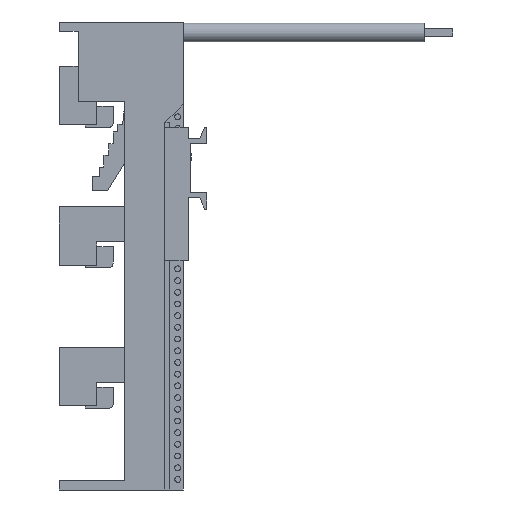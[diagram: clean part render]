
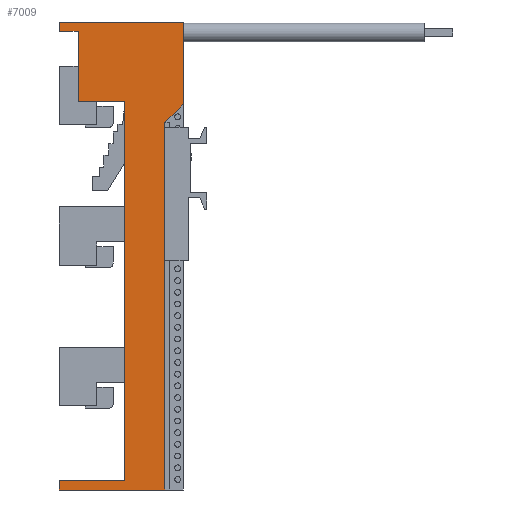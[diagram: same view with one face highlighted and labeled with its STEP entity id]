
A CAD part, left-side view. The second image highlights one B-rep face of the part: STEP entity #7009.
In plain terms, the highlighted face is planar.
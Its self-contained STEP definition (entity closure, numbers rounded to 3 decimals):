
#1526=ORIENTED_EDGE('',*,*,#2886,.T.);
#1527=ORIENTED_EDGE('',*,*,#2887,.T.);
#1528=ORIENTED_EDGE('',*,*,#2871,.T.);
#1529=ORIENTED_EDGE('',*,*,#2888,.T.);
#1530=ORIENTED_EDGE('',*,*,#2889,.T.);
#1531=ORIENTED_EDGE('',*,*,#2890,.T.);
#1532=ORIENTED_EDGE('',*,*,#2891,.T.);
#1533=ORIENTED_EDGE('',*,*,#2892,.T.);
#1534=ORIENTED_EDGE('',*,*,#2893,.T.);
#1535=ORIENTED_EDGE('',*,*,#2894,.T.);
#1536=ORIENTED_EDGE('',*,*,#2895,.T.);
#1537=ORIENTED_EDGE('',*,*,#2787,.T.);
#2787=EDGE_CURVE('',#3559,#3558,#4041,.T.);
#2871=EDGE_CURVE('',#3640,#3639,#4059,.T.);
#2886=EDGE_CURVE('',#3558,#3651,#4074,.T.);
#2887=EDGE_CURVE('',#3651,#3640,#4075,.T.);
#2888=EDGE_CURVE('',#3639,#3652,#4076,.T.);
#2889=EDGE_CURVE('',#3652,#3653,#4077,.T.);
#2890=EDGE_CURVE('',#3653,#3654,#4078,.T.);
#2891=EDGE_CURVE('',#3654,#3655,#4079,.T.);
#2892=EDGE_CURVE('',#3655,#3656,#4080,.T.);
#2893=EDGE_CURVE('',#3656,#3657,#4081,.T.);
#2894=EDGE_CURVE('',#3657,#3658,#4082,.T.);
#2895=EDGE_CURVE('',#3658,#3559,#4083,.T.);
#3558=VERTEX_POINT('',#14459);
#3559=VERTEX_POINT('',#14461);
#3639=VERTEX_POINT('',#14627);
#3640=VERTEX_POINT('',#14629);
#3651=VERTEX_POINT('',#14657);
#3652=VERTEX_POINT('',#14660);
#3653=VERTEX_POINT('',#14662);
#3654=VERTEX_POINT('',#14664);
#3655=VERTEX_POINT('',#14666);
#3656=VERTEX_POINT('',#14668);
#3657=VERTEX_POINT('',#14670);
#3658=VERTEX_POINT('',#14672);
#4041=LINE('',#14460,#4476);
#4059=LINE('',#14628,#4494);
#4074=LINE('',#14656,#4509);
#4075=LINE('',#14658,#4510);
#4076=LINE('',#14659,#4511);
#4077=LINE('',#14661,#4512);
#4078=LINE('',#14663,#4513);
#4079=LINE('',#14665,#4514);
#4080=LINE('',#14667,#4515);
#4081=LINE('',#14669,#4516);
#4082=LINE('',#14671,#4517);
#4083=LINE('',#14673,#4518);
#4476=VECTOR('',#11657,1000.);
#4494=VECTOR('',#11813,1000.);
#4509=VECTOR('',#11832,1000.);
#4510=VECTOR('',#11833,1000.);
#4511=VECTOR('',#11834,1000.);
#4512=VECTOR('',#11835,1000.);
#4513=VECTOR('',#11836,1000.);
#4514=VECTOR('',#11837,1000.);
#4515=VECTOR('',#11838,1000.);
#4516=VECTOR('',#11839,1000.);
#4517=VECTOR('',#11840,1000.);
#4518=VECTOR('',#11841,1000.);
#5206=EDGE_LOOP('',(#1526,#1527,#1528,#1529,#1530,#1531,#1532,#1533,#1534,
#1535,#1536,#1537));
#6110=FACE_BOUND('',#5206,.T.);
#6611=PLANE('',#10339);
#7009=ADVANCED_FACE('',(#6110),#6611,.T.);
#10339=AXIS2_PLACEMENT_3D('',#14655,#11830,#11831);
#11657=DIRECTION('',(1.,0.,0.));
#11813=DIRECTION('',(0.,1.,0.));
#11830=DIRECTION('',(0.,0.,1.));
#11831=DIRECTION('',(1.,0.,0.));
#11832=DIRECTION('',(0.,1.,0.));
#11833=DIRECTION('',(0.707,0.707,0.));
#11834=DIRECTION('',(-1.,0.,0.));
#11835=DIRECTION('',(0.,-1.,0.));
#11836=DIRECTION('',(1.,0.,0.));
#11837=DIRECTION('',(0.,-1.,0.));
#11838=DIRECTION('',(1.,0.,0.));
#11839=DIRECTION('',(0.,-1.,0.));
#11840=DIRECTION('',(-1.,0.,0.));
#11841=DIRECTION('',(0.,-1.,0.));
#14459=CARTESIAN_POINT('',(-8.,0.,27.));
#14460=CARTESIAN_POINT('',(-53.,0.,27.));
#14461=CARTESIAN_POINT('',(-53.,0.,27.));
#14627=CARTESIAN_POINT('',(0.,200.,27.));
#14628=CARTESIAN_POINT('',(0.,0.,27.));
#14629=CARTESIAN_POINT('',(0.,165.,27.));
#14655=CARTESIAN_POINT('',(0.,0.,27.));
#14656=CARTESIAN_POINT('',(-8.,0.,27.));
#14657=CARTESIAN_POINT('',(-8.,157.,27.));
#14658=CARTESIAN_POINT('',(-82.5,82.5,27.));
#14659=CARTESIAN_POINT('',(0.,200.,27.));
#14660=CARTESIAN_POINT('',(-53.,200.,27.));
#14661=CARTESIAN_POINT('',(-53.,200.,27.));
#14662=CARTESIAN_POINT('',(-53.,196.,27.));
#14663=CARTESIAN_POINT('',(-53.,196.,27.));
#14664=CARTESIAN_POINT('',(-45.,196.,27.));
#14665=CARTESIAN_POINT('',(-45.,196.,27.));
#14666=CARTESIAN_POINT('',(-45.,166.,27.));
#14667=CARTESIAN_POINT('',(-45.,166.,27.));
#14668=CARTESIAN_POINT('',(-25.,166.,27.));
#14669=CARTESIAN_POINT('',(-25.,166.,27.));
#14670=CARTESIAN_POINT('',(-25.,4.,27.));
#14671=CARTESIAN_POINT('',(-25.,4.,27.));
#14672=CARTESIAN_POINT('',(-53.,4.,27.));
#14673=CARTESIAN_POINT('',(-53.,4.,27.));
